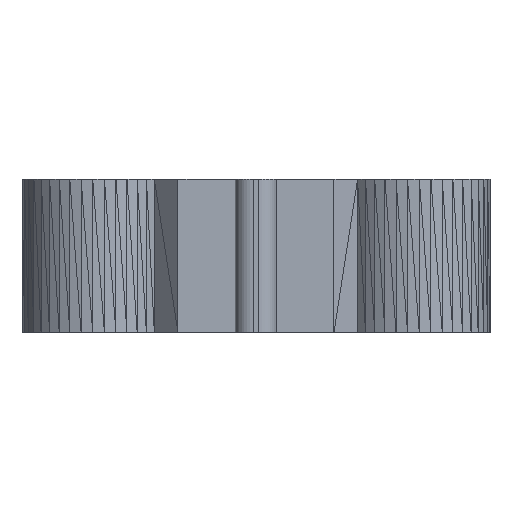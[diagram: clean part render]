
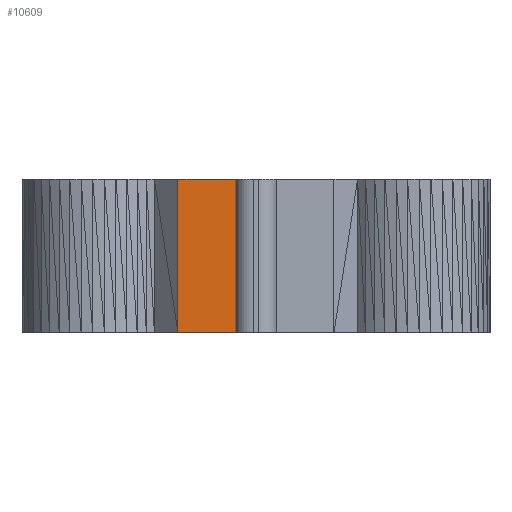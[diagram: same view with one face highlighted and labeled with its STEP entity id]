
A CAD part, top view. The second image highlights one B-rep face of the part: STEP entity #10609.
In plain terms, the highlighted planar face has unit normal (0, 0, 1).
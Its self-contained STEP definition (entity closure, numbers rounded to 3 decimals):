
#454 = EDGE_CURVE ( 'NONE', #11301, #7396, #10472, .T. ) ;
#1161 = VERTEX_POINT ( 'NONE', #12962 ) ;
#2121 = VECTOR ( 'NONE', #2968, 1000. ) ;
#2479 = PLANE ( 'NONE',  #6243 ) ;
#2968 = DIRECTION ( 'NONE',  ( 0., 1., 0. ) ) ;
#3195 = CARTESIAN_POINT ( 'NONE',  ( 100.284, 21.5, 62.034 ) ) ;
#3241 = EDGE_LOOP ( 'NONE', ( #18881, #6466, #11510, #16564 ) ) ;
#3943 = DIRECTION ( 'NONE',  ( 0., 0., -1. ) ) ;
#6178 = EDGE_CURVE ( 'NONE', #9481, #1161, #9341, .T. ) ;
#6243 = AXIS2_PLACEMENT_3D ( 'NONE', #12998, #3943, #15916 ) ;
#6400 = CARTESIAN_POINT ( 'NONE',  ( 122.184, 0., 62.034 ) ) ;
#6466 = ORIENTED_EDGE ( 'NONE', *, *, #454, .T. ) ;
#7252 = EDGE_CURVE ( 'NONE', #7396, #9481, #13032, .T. ) ;
#7395 = EDGE_CURVE ( 'NONE', #11301, #1161, #7860, .T. ) ;
#7396 = VERTEX_POINT ( 'NONE', #15453 ) ;
#7442 = CARTESIAN_POINT ( 'NONE',  ( 108.334, -8.273, 62.034 ) ) ;
#7860 = LINE ( 'NONE', #6400, #8606 ) ;
#8606 = VECTOR ( 'NONE', #11078, 1000. ) ;
#9341 = LINE ( 'NONE', #3195, #10120 ) ;
#9481 = VERTEX_POINT ( 'NONE', #12239 ) ;
#10120 = VECTOR ( 'NONE', #15174, 1000. ) ;
#10472 = LINE ( 'NONE', #7442, #2121 ) ;
#10609 = ADVANCED_FACE ( 'NONE', ( #17465 ), #2479, .F. ) ;
#10632 = CARTESIAN_POINT ( 'NONE',  ( 108.334, 0., 62.034 ) ) ;
#11078 = DIRECTION ( 'NONE',  ( -1., 0., 0. ) ) ;
#11282 = CARTESIAN_POINT ( 'NONE',  ( 122.184, 21.5, 62.034 ) ) ;
#11301 = VERTEX_POINT ( 'NONE', #10632 ) ;
#11510 = ORIENTED_EDGE ( 'NONE', *, *, #7252, .T. ) ;
#12239 = CARTESIAN_POINT ( 'NONE',  ( 100.284, 21.5, 62.034 ) ) ;
#12962 = CARTESIAN_POINT ( 'NONE',  ( 100.284, 0., 62.034 ) ) ;
#12998 = CARTESIAN_POINT ( 'NONE',  ( 100.284, 43.491, 62.034 ) ) ;
#13032 = LINE ( 'NONE', #11282, #14806 ) ;
#14806 = VECTOR ( 'NONE', #17217, 1000. ) ;
#15174 = DIRECTION ( 'NONE',  ( 0., -1., 0. ) ) ;
#15453 = CARTESIAN_POINT ( 'NONE',  ( 108.334, 21.5, 62.034 ) ) ;
#15916 = DIRECTION ( 'NONE',  ( 0., -1., 0. ) ) ;
#16564 = ORIENTED_EDGE ( 'NONE', *, *, #6178, .T. ) ;
#17217 = DIRECTION ( 'NONE',  ( -1., 0., 0. ) ) ;
#17465 = FACE_OUTER_BOUND ( 'NONE', #3241, .T. ) ;
#18881 = ORIENTED_EDGE ( 'NONE', *, *, #7395, .F. ) ;
